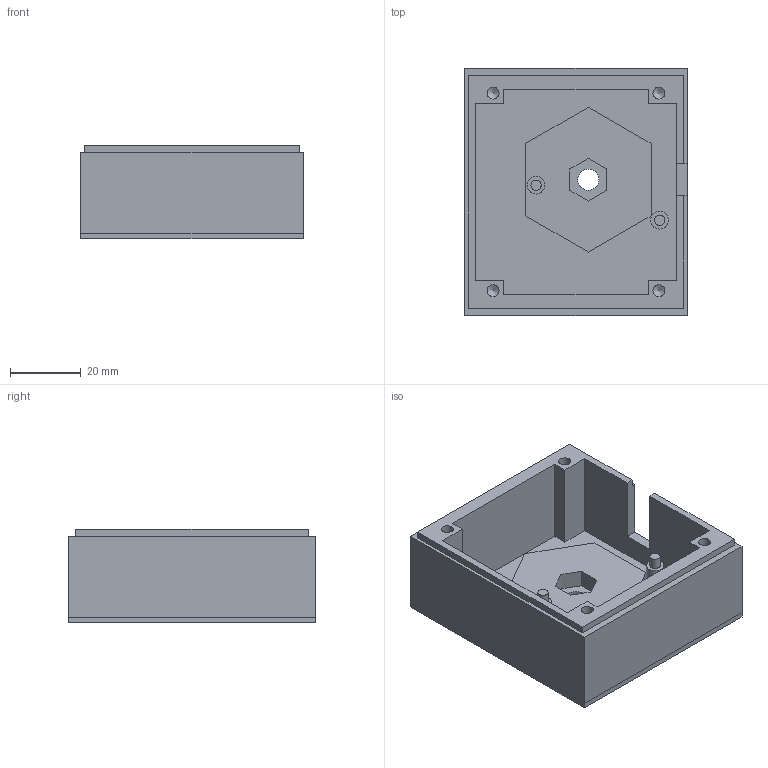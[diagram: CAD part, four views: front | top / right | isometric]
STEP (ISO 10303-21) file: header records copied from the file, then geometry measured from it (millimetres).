
FILE_DESCRIPTION(('FreeCAD Model'),'2;1');
FILE_NAME('Open CASCADE Shape Model','2023-05-26T20:23:33',(''),(''), 'Open CASCADE STEP processor 7.6','FreeCAD','Unknown');
FILE_SCHEMA(('AUTOMOTIVE_DESIGN { 1 0 10303 214 1 1 1 1 }'));
Length unit declared in the file: millimetre
Products named in the file (1): Body
Bounding box: 63 x 70 x 26.5 mm (x, y, z)
Volume: 40940.5 mm3; surface area: 22764.3 mm2
Topology: 1 solids, 1 shells, 63 faces, 157 edges, 102 vertices
Faces by surface type: plane 50, cylinder 9, cone 4
Full cylindrical faces by diameter (mm): 2.9 x2, 3.4 x4, 5 x2, 6 x1
Entity records: 3851 total; most frequent: CARTESIAN_POINT 643, DIRECTION 602, LINE 427, VECTOR 427, ORIENTED_EDGE 306, PCURVE 306, DEFINITIONAL_REPRESENTATION 306, EDGE_CURVE 153
